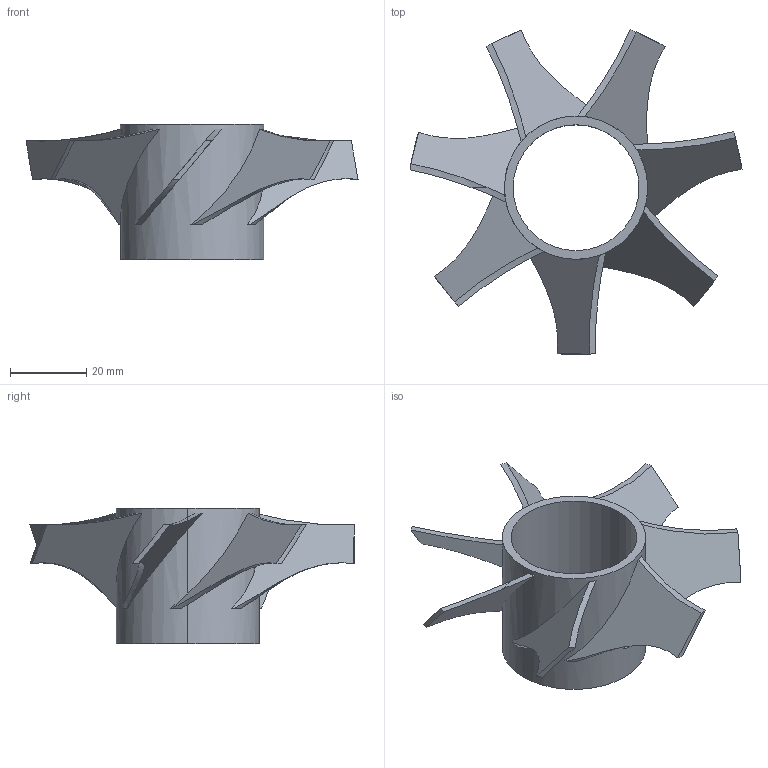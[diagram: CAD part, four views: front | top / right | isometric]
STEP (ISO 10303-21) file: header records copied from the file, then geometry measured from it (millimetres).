
FILE_DESCRIPTION (( 'STEP AP203' ), '1' );
FILE_NAME ('Main_Prop_Default_sldprt.STEP', '2020-08-14T00:47:45', ( '' ), ( '' ), 'SwSTEP 2.0', 'SolidWorks 2017', '' );
FILE_SCHEMA (( 'CONFIG_CONTROL_DESIGN' ));
Length unit declared in the file: millimetre
Products named in the file (1): Main_Prop_Default_sldprt
Bounding box: 87.12 x 85.13 x 35.56 mm (x, y, z)
Volume: 13175.1 mm3; surface area: 15412.4 mm2
Topology: 1 solids, 1 shells, 51 faces, 135 edges, 90 vertices
Faces by surface type: plane 16, cylinder 11, bspline 11, cone 8, torus 5
Entity records: 2178 total; most frequent: CARTESIAN_POINT 1019, ORIENTED_EDGE 270, DIRECTION 182, EDGE_CURVE 135, VERTEX_POINT 90, AXIS2_PLACEMENT_3D 87, EDGE_LOOP 57, ADVANCED_FACE 51
